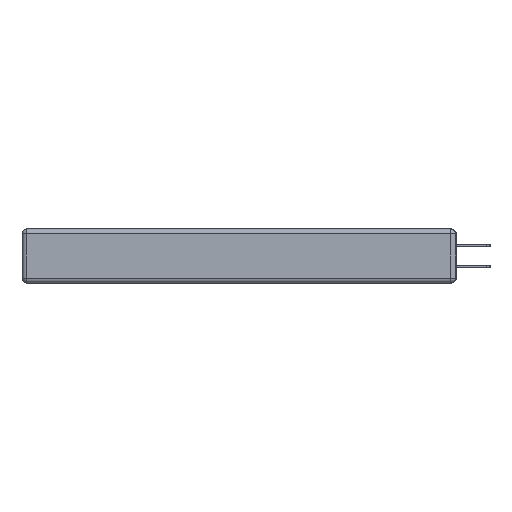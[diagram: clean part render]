
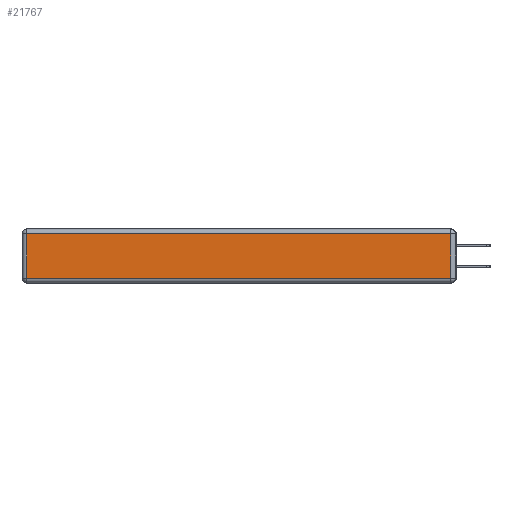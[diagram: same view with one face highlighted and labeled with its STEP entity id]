
A CAD part, left-side view. The second image highlights one B-rep face of the part: STEP entity #21767.
In plain terms, the highlighted planar face has unit normal (-1, 0, 0).
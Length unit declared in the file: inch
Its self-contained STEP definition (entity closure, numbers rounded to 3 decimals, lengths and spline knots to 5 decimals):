
#914 = CARTESIAN_POINT ( 'NONE',  ( 0., 0.03, -0.03 ) ) ;
#1836 = VERTEX_POINT ( 'NONE', #20882 ) ;
#2061 = VECTOR ( 'NONE', #8109, 39.37008 ) ;
#4562 = CARTESIAN_POINT ( 'NONE',  ( 0., 0., -0.343 ) ) ;
#5236 = DIRECTION ( 'NONE',  ( 0., -1., 0. ) ) ;
#6069 = EDGE_LOOP ( 'NONE', ( #12859, #24646, #19129, #16465 ) ) ;
#7200 = LINE ( 'NONE', #26678, #7849 ) ;
#7849 = VECTOR ( 'NONE', #14108, 39.37008 ) ;
#8109 = DIRECTION ( 'NONE',  ( 0., 0., 1. ) ) ;
#9448 = VECTOR ( 'NONE', #5236, 39.37008 ) ;
#10280 = CARTESIAN_POINT ( 'NONE',  ( 0., 2.75, -0.03 ) ) ;
#10438 = VERTEX_POINT ( 'NONE', #26585 ) ;
#11358 = VECTOR ( 'NONE', #26925, 39.37008 ) ;
#11942 = AXIS2_PLACEMENT_3D ( 'NONE', #4562, #19113, #12736 ) ;
#12684 = VERTEX_POINT ( 'NONE', #914 ) ;
#12736 = DIRECTION ( 'NONE',  ( 0., 0., 1. ) ) ;
#12768 = VERTEX_POINT ( 'NONE', #20082 ) ;
#12839 = PLANE ( 'NONE',  #11942 ) ;
#12859 = ORIENTED_EDGE ( 'NONE', *, *, #19580, .T. ) ;
#14108 = DIRECTION ( 'NONE',  ( 0., 0., -1. ) ) ;
#15950 = LINE ( 'NONE', #22829, #2061 ) ;
#16465 = ORIENTED_EDGE ( 'NONE', *, *, #18060, .T. ) ;
#16571 = LINE ( 'NONE', #10280, #11358 ) ;
#17406 = FACE_OUTER_BOUND ( 'NONE', #6069, .T. ) ;
#18060 = EDGE_CURVE ( 'NONE', #12768, #10438, #7200, .T. ) ;
#19113 = DIRECTION ( 'NONE',  ( -1., 0., 0. ) ) ;
#19129 = ORIENTED_EDGE ( 'NONE', *, *, #26735, .T. ) ;
#19580 = EDGE_CURVE ( 'NONE', #10438, #1836, #24848, .T. ) ;
#20082 = CARTESIAN_POINT ( 'NONE',  ( 0., 2.72, -0.03 ) ) ;
#20882 = CARTESIAN_POINT ( 'NONE',  ( 0., 0.03, -0.313 ) ) ;
#21767 = ADVANCED_FACE ( 'NONE', ( #17406 ), #12839, .T. ) ;
#22829 = CARTESIAN_POINT ( 'NONE',  ( 0., 0.03, -0.343 ) ) ;
#24646 = ORIENTED_EDGE ( 'NONE', *, *, #25776, .T. ) ;
#24848 = LINE ( 'NONE', #26150, #9448 ) ;
#25776 = EDGE_CURVE ( 'NONE', #1836, #12684, #15950, .T. ) ;
#26150 = CARTESIAN_POINT ( 'NONE',  ( 0., 0., -0.313 ) ) ;
#26585 = CARTESIAN_POINT ( 'NONE',  ( 0., 2.72, -0.313 ) ) ;
#26678 = CARTESIAN_POINT ( 'NONE',  ( 0., 2.72, -0.343 ) ) ;
#26735 = EDGE_CURVE ( 'NONE', #12684, #12768, #16571, .T. ) ;
#26925 = DIRECTION ( 'NONE',  ( 0., 1., 0. ) ) ;
